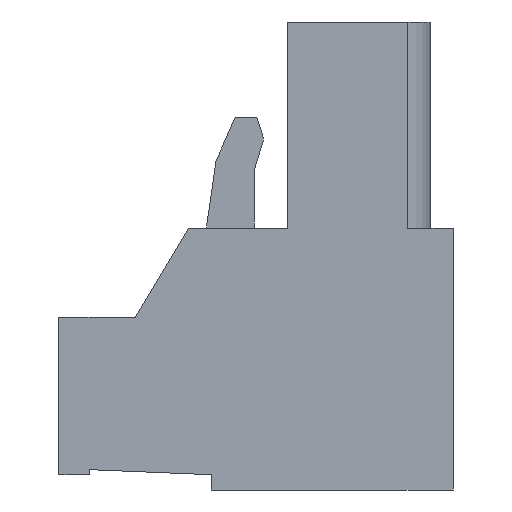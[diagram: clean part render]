
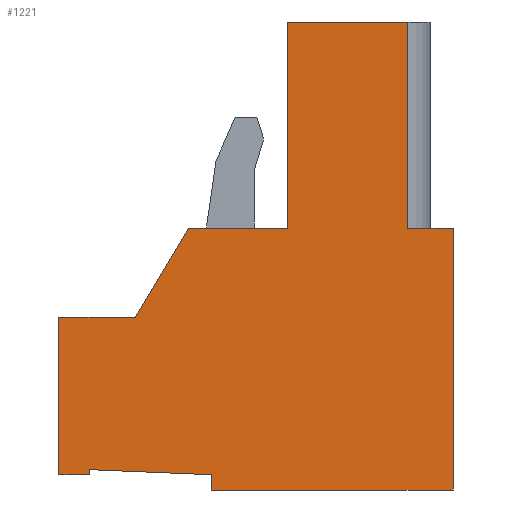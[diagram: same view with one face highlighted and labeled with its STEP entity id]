
A CAD part, left-side view. The second image highlights one B-rep face of the part: STEP entity #1221.
In plain terms, the highlighted planar face has unit normal (-1, 0, 0).
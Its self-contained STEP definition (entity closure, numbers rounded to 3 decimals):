
#134=DIRECTION('',(0.,1.,0.));
#135=VECTOR('',#134,1.78);
#136=CARTESIAN_POINT('',(-5.08,-3.25,-8.1));
#137=LINE('',#136,#135);
#138=DIRECTION('',(0.,0.,-1.));
#139=VECTOR('',#138,10.3);
#140=CARTESIAN_POINT('',(-5.08,-3.25,-8.1));
#141=LINE('',#140,#139);
#142=DIRECTION('',(0.,1.,0.));
#143=VECTOR('',#142,9.5);
#144=CARTESIAN_POINT('',(-5.08,-3.25,-18.4));
#145=LINE('',#144,#143);
#146=DIRECTION('',(0.,0.,1.));
#147=VECTOR('',#146,0.6);
#148=CARTESIAN_POINT('',(-5.08,6.25,-18.4));
#149=LINE('',#148,#147);
#150=DIRECTION('',(0.,0.999,0.042));
#151=VECTOR('',#150,4.804);
#152=CARTESIAN_POINT('',(-5.08,6.25,-17.8));
#153=LINE('',#152,#151);
#154=DIRECTION('',(0.,0.,-1.));
#155=VECTOR('',#154,0.2);
#156=CARTESIAN_POINT('',(-5.08,11.05,-17.6));
#157=LINE('',#156,#155);
#158=DIRECTION('',(0.,1.,0.));
#159=VECTOR('',#158,1.2);
#160=CARTESIAN_POINT('',(-5.08,11.05,-17.8));
#161=LINE('',#160,#159);
#162=DIRECTION('',(0.,0.,1.));
#163=VECTOR('',#162,6.2);
#164=CARTESIAN_POINT('',(-5.08,12.25,-17.8));
#165=LINE('',#164,#163);
#166=DIRECTION('',(0.,-1.,0.));
#167=VECTOR('',#166,3.);
#168=CARTESIAN_POINT('',(-5.08,12.25,-11.6));
#169=LINE('',#168,#167);
#170=DIRECTION('',(0.,-0.514,0.857));
#171=VECTOR('',#170,4.082);
#172=CARTESIAN_POINT('',(-5.08,9.25,-11.6));
#173=LINE('',#172,#171);
#174=DIRECTION('',(0.,-1.,0.));
#175=VECTOR('',#174,3.9);
#176=CARTESIAN_POINT('',(-5.08,7.15,-8.1));
#177=LINE('',#176,#175);
#178=DIRECTION('',(0.,0.,1.));
#179=VECTOR('',#178,8.1);
#180=CARTESIAN_POINT('',(-5.08,3.25,-8.1));
#181=LINE('',#180,#179);
#182=DIRECTION('',(0.,-1.,0.));
#183=VECTOR('',#182,4.72);
#184=CARTESIAN_POINT('',(-5.08,3.25,0.));
#185=LINE('',#184,#183);
#186=DIRECTION('',(0.,0.,-1.));
#187=VECTOR('',#186,8.1);
#188=CARTESIAN_POINT('',(-5.08,-1.47,0.));
#189=LINE('',#188,#187);
#930=CARTESIAN_POINT('',(-5.08,-3.25,-18.4));
#931=CARTESIAN_POINT('',(-5.08,6.25,-18.4));
#932=VERTEX_POINT('',#930);
#933=VERTEX_POINT('',#931);
#934=CARTESIAN_POINT('',(-5.08,6.25,-17.8));
#935=VERTEX_POINT('',#934);
#936=CARTESIAN_POINT('',(-5.08,11.05,-17.6));
#937=VERTEX_POINT('',#936);
#938=CARTESIAN_POINT('',(-5.08,12.25,-17.8));
#939=CARTESIAN_POINT('',(-5.08,12.25,-11.6));
#940=VERTEX_POINT('',#938);
#941=VERTEX_POINT('',#939);
#942=CARTESIAN_POINT('',(-5.08,9.25,-11.6));
#943=VERTEX_POINT('',#942);
#944=CARTESIAN_POINT('',(-5.08,7.15,-8.1));
#945=CARTESIAN_POINT('',(-5.08,3.25,-8.1));
#946=VERTEX_POINT('',#944);
#947=VERTEX_POINT('',#945);
#948=CARTESIAN_POINT('',(-5.08,3.25,0.));
#949=VERTEX_POINT('',#948);
#988=CARTESIAN_POINT('',(-5.08,-1.47,0.));
#989=VERTEX_POINT('',#988);
#990=CARTESIAN_POINT('',(-5.08,-1.47,-8.1));
#991=VERTEX_POINT('',#990);
#993=CARTESIAN_POINT('',(-5.08,-3.25,-8.1));
#995=VERTEX_POINT('',#993);
#1044=CARTESIAN_POINT('',(-5.08,11.05,-17.8));
#1045=VERTEX_POINT('',#1044);
#1186=CARTESIAN_POINT('',(-5.08,0.,0.));
#1187=DIRECTION('',(1.,0.,0.));
#1188=DIRECTION('',(0.,0.,-1.));
#1189=AXIS2_PLACEMENT_3D('',#1186,#1187,#1188);
#1190=PLANE('',#1189);
#1192=ORIENTED_EDGE('',*,*,#1191,.F.);
#1194=ORIENTED_EDGE('',*,*,#1193,.T.);
#1196=ORIENTED_EDGE('',*,*,#1195,.T.);
#1198=ORIENTED_EDGE('',*,*,#1197,.T.);
#1200=ORIENTED_EDGE('',*,*,#1199,.T.);
#1202=ORIENTED_EDGE('',*,*,#1201,.T.);
#1204=ORIENTED_EDGE('',*,*,#1203,.T.);
#1206=ORIENTED_EDGE('',*,*,#1205,.T.);
#1208=ORIENTED_EDGE('',*,*,#1207,.T.);
#1210=ORIENTED_EDGE('',*,*,#1209,.T.);
#1212=ORIENTED_EDGE('',*,*,#1211,.T.);
#1214=ORIENTED_EDGE('',*,*,#1213,.T.);
#1216=ORIENTED_EDGE('',*,*,#1215,.T.);
#1218=ORIENTED_EDGE('',*,*,#1217,.T.);
#1219=EDGE_LOOP('',(#1192,#1194,#1196,#1198,#1200,#1202,#1204,#1206,#1208,#1210,
#1212,#1214,#1216,#1218));
#1220=FACE_OUTER_BOUND('',#1219,.F.);
#1191=EDGE_CURVE('',#995,#991,#137,.T.);
#1193=EDGE_CURVE('',#995,#932,#141,.T.);
#1195=EDGE_CURVE('',#932,#933,#145,.T.);
#1197=EDGE_CURVE('',#933,#935,#149,.T.);
#1199=EDGE_CURVE('',#935,#937,#153,.T.);
#1201=EDGE_CURVE('',#937,#1045,#157,.T.);
#1203=EDGE_CURVE('',#1045,#940,#161,.T.);
#1205=EDGE_CURVE('',#940,#941,#165,.T.);
#1207=EDGE_CURVE('',#941,#943,#169,.T.);
#1209=EDGE_CURVE('',#943,#946,#173,.T.);
#1211=EDGE_CURVE('',#946,#947,#177,.T.);
#1213=EDGE_CURVE('',#947,#949,#181,.T.);
#1215=EDGE_CURVE('',#949,#989,#185,.T.);
#1217=EDGE_CURVE('',#989,#991,#189,.T.);
#1221=ADVANCED_FACE('',(#1220),#1190,.F.);
